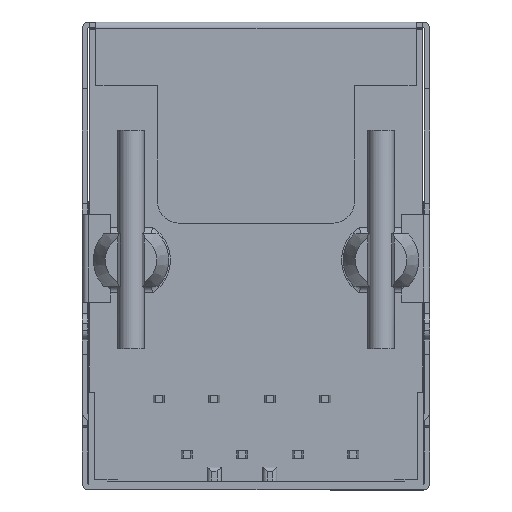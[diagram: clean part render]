
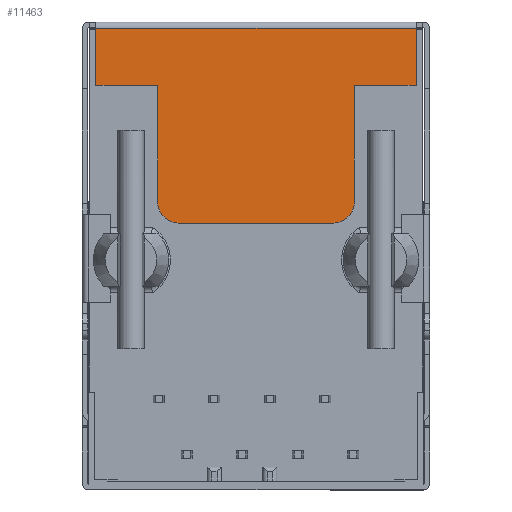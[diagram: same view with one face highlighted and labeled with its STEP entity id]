
A CAD part, front view. The second image highlights one B-rep face of the part: STEP entity #11463.
In plain terms, the highlighted planar face has unit normal (0, -1, 0).
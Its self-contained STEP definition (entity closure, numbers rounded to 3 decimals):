
#53 = LINE ( 'NONE', #2798, #5711 ) ;
#120 = VERTEX_POINT ( 'NONE', #4189 ) ;
#190 = CARTESIAN_POINT ( 'NONE',  ( 4.5, -12.9, -7.77 ) ) ;
#364 = CARTESIAN_POINT ( 'NONE',  ( -7.32, -12.9, -2.47 ) ) ;
#440 = LINE ( 'NONE', #14376, #9637 ) ;
#499 = CARTESIAN_POINT ( 'NONE',  ( 3.5, -12.9, -7.77 ) ) ;
#581 = EDGE_CURVE ( 'NONE', #972, #120, #6000, .T. ) ;
#894 = CARTESIAN_POINT ( 'NONE',  ( -7.32, -12.9, -2.47 ) ) ;
#972 = VERTEX_POINT ( 'NONE', #6357 ) ;
#995 = AXIS2_PLACEMENT_3D ( 'NONE', #11418, #3068, #8862 ) ;
#1299 = VECTOR ( 'NONE', #3891, 1000. ) ;
#1621 = EDGE_CURVE ( 'NONE', #2387, #1910, #2485, .T. ) ;
#1790 = CARTESIAN_POINT ( 'NONE',  ( -7.32, -12.9, -2.47 ) ) ;
#1851 = DIRECTION ( 'NONE',  ( 0., 1., 0. ) ) ;
#1899 = DIRECTION ( 'NONE',  ( 0., 1., 0. ) ) ;
#1910 = VERTEX_POINT ( 'NONE', #3042 ) ;
#2008 = ORIENTED_EDGE ( 'NONE', *, *, #5498, .F. ) ;
#2069 = ORIENTED_EDGE ( 'NONE', *, *, #9352, .F. ) ;
#2387 = VERTEX_POINT ( 'NONE', #12061 ) ;
#2485 = CIRCLE ( 'NONE', #995, 1. ) ;
#2561 = AXIS2_PLACEMENT_3D ( 'NONE', #1790, #1899, #10339 ) ;
#2658 = VECTOR ( 'NONE', #3273, 1000. ) ;
#2798 = CARTESIAN_POINT ( 'NONE',  ( 4.5, -12.9, -2.47 ) ) ;
#3042 = CARTESIAN_POINT ( 'NONE',  ( -4.5, -12.9, -7.77 ) ) ;
#3068 = DIRECTION ( 'NONE',  ( 0., 1., 0. ) ) ;
#3092 = AXIS2_PLACEMENT_3D ( 'NONE', #499, #1851, #6704 ) ;
#3135 = ORIENTED_EDGE ( 'NONE', *, *, #1621, .F. ) ;
#3273 = DIRECTION ( 'NONE',  ( -1., 0., 0. ) ) ;
#3383 = CARTESIAN_POINT ( 'NONE',  ( 44.635, -12.9, 0.15 ) ) ;
#3636 = DIRECTION ( 'NONE',  ( -1., 0., 0. ) ) ;
#3652 = DIRECTION ( 'NONE',  ( 0., 0., 1. ) ) ;
#3669 = CARTESIAN_POINT ( 'NONE',  ( 7.32, -12.9, -2.47 ) ) ;
#3891 = DIRECTION ( 'NONE',  ( 0., 0., -1. ) ) ;
#4170 = CARTESIAN_POINT ( 'NONE',  ( 4.5, -12.9, -2.47 ) ) ;
#4189 = CARTESIAN_POINT ( 'NONE',  ( -7.32, -12.9, 0.15 ) ) ;
#4685 = ORIENTED_EDGE ( 'NONE', *, *, #10557, .F. ) ;
#5498 = EDGE_CURVE ( 'NONE', #120, #8853, #14300, .T. ) ;
#5711 = VECTOR ( 'NONE', #12262, 1000. ) ;
#6000 = LINE ( 'NONE', #12945, #9733 ) ;
#6079 = LINE ( 'NONE', #894, #2658 ) ;
#6225 = ORIENTED_EDGE ( 'NONE', *, *, #13933, .F. ) ;
#6357 = CARTESIAN_POINT ( 'NONE',  ( -7.32, -12.9, -2.47 ) ) ;
#6591 = LINE ( 'NONE', #3669, #1299 ) ;
#6704 = DIRECTION ( 'NONE',  ( 0., 0., -1. ) ) ;
#6836 = VERTEX_POINT ( 'NONE', #12888 ) ;
#7003 = ORIENTED_EDGE ( 'NONE', *, *, #581, .F. ) ;
#7210 = VERTEX_POINT ( 'NONE', #4170 ) ;
#7234 = DIRECTION ( 'NONE',  ( 0., 0., 1. ) ) ;
#7423 = DIRECTION ( 'NONE',  ( 1., 0., 0. ) ) ;
#7662 = FACE_OUTER_BOUND ( 'NONE', #11835, .T. ) ;
#7665 = DIRECTION ( 'NONE',  ( -1., 0., 0. ) ) ;
#7676 = EDGE_CURVE ( 'NONE', #8237, #7210, #9492, .T. ) ;
#7894 = VECTOR ( 'NONE', #3652, 1000. ) ;
#8078 = LINE ( 'NONE', #9539, #7894 ) ;
#8237 = VERTEX_POINT ( 'NONE', #11959 ) ;
#8284 = CIRCLE ( 'NONE', #3092, 1. ) ;
#8661 = EDGE_CURVE ( 'NONE', #10943, #2387, #440, .T. ) ;
#8853 = VERTEX_POINT ( 'NONE', #9861 ) ;
#8862 = DIRECTION ( 'NONE',  ( 0., 0., -1. ) ) ;
#8997 = PLANE ( 'NONE',  #2561 ) ;
#9007 = ORIENTED_EDGE ( 'NONE', *, *, #11094, .F. ) ;
#9352 = EDGE_CURVE ( 'NONE', #7210, #11200, #53, .T. ) ;
#9492 = LINE ( 'NONE', #364, #15205 ) ;
#9539 = CARTESIAN_POINT ( 'NONE',  ( -4.5, -12.9, -2.47 ) ) ;
#9637 = VECTOR ( 'NONE', #3636, 1000. ) ;
#9733 = VECTOR ( 'NONE', #7234, 1000. ) ;
#9861 = CARTESIAN_POINT ( 'NONE',  ( 7.32, -12.9, 0.15 ) ) ;
#10271 = ORIENTED_EDGE ( 'NONE', *, *, #8661, .F. ) ;
#10339 = DIRECTION ( 'NONE',  ( 0., 0., 1. ) ) ;
#10557 = EDGE_CURVE ( 'NONE', #8853, #8237, #6591, .T. ) ;
#10943 = VERTEX_POINT ( 'NONE', #11617 ) ;
#11094 = EDGE_CURVE ( 'NONE', #1910, #6836, #8078, .T. ) ;
#11200 = VERTEX_POINT ( 'NONE', #190 ) ;
#11418 = CARTESIAN_POINT ( 'NONE',  ( -3.5, -12.9, -7.77 ) ) ;
#11463 = ADVANCED_FACE ( 'NONE', ( #7662 ), #8997, .F. ) ;
#11617 = CARTESIAN_POINT ( 'NONE',  ( 3.5, -12.9, -8.77 ) ) ;
#11835 = EDGE_LOOP ( 'NONE', ( #7003, #6225, #9007, #3135, #10271, #13092, #2069, #12115, #4685, #2008 ) ) ;
#11959 = CARTESIAN_POINT ( 'NONE',  ( 7.32, -12.9, -2.47 ) ) ;
#12061 = CARTESIAN_POINT ( 'NONE',  ( -3.5, -12.9, -8.77 ) ) ;
#12115 = ORIENTED_EDGE ( 'NONE', *, *, #7676, .F. ) ;
#12262 = DIRECTION ( 'NONE',  ( 0., 0., -1. ) ) ;
#12888 = CARTESIAN_POINT ( 'NONE',  ( -4.5, -12.9, -2.47 ) ) ;
#12945 = CARTESIAN_POINT ( 'NONE',  ( -7.32, -12.9, -2.47 ) ) ;
#13092 = ORIENTED_EDGE ( 'NONE', *, *, #14951, .F. ) ;
#13933 = EDGE_CURVE ( 'NONE', #6836, #972, #6079, .T. ) ;
#14300 = LINE ( 'NONE', #3383, #15418 ) ;
#14376 = CARTESIAN_POINT ( 'NONE',  ( -7.32, -12.9, -8.77 ) ) ;
#14951 = EDGE_CURVE ( 'NONE', #11200, #10943, #8284, .T. ) ;
#15205 = VECTOR ( 'NONE', #7665, 1000. ) ;
#15418 = VECTOR ( 'NONE', #7423, 1000. ) ;
